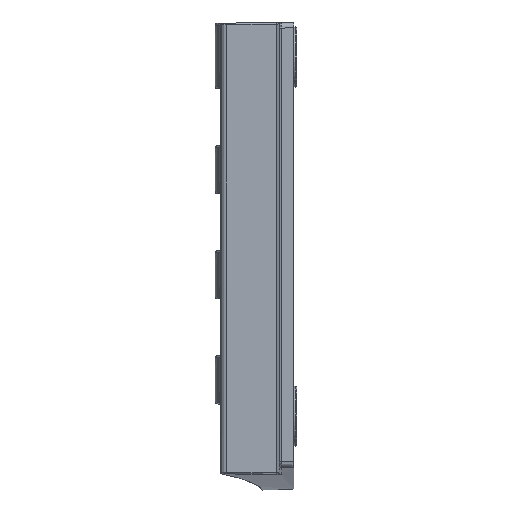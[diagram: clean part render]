
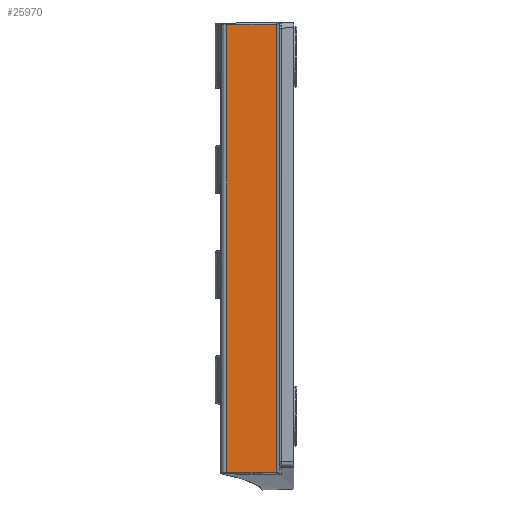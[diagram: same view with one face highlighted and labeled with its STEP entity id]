
A CAD part, left-side view. The second image highlights one B-rep face of the part: STEP entity #25970.
In plain terms, the highlighted planar face has unit normal (-1, 0.018, 0).
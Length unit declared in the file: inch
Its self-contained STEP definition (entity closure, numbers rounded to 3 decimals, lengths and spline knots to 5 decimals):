
#2799=CARTESIAN_POINT('',(-1.88771,0.11777,
-0.01386));
#8193=CARTESIAN_POINT('',(-1.88183,0.45465,
-3.03514));
#8213=CARTESIAN_POINT('',(-1.88771,0.11777,
-3.04039));
#8214=CARTESIAN_POINT('',(-1.88705,0.1552,
-3.03981));
#8215=CARTESIAN_POINT('',(-1.88575,0.23007,
-3.03864));
#8216=CARTESIAN_POINT('',(-1.88379,0.34236,
-3.03689));
#8217=CARTESIAN_POINT('',(-1.88248,0.41722,
-3.03572));
#8218=CARTESIAN_POINT('',(-1.88183,0.45465,
-3.03514));
#8220=DIRECTION('',(0.,0.,1.));
#8221=VECTOR('',#8220,3.01539);
#8222=CARTESIAN_POINT('',(-1.88183,0.45465,
-3.03514));
#8223=LINE('',#8222,#8221);
#8224=DIRECTION('',(-0.017,-1.,0.017));
#8225=VECTOR('',#8224,0.33698);
#8226=CARTESIAN_POINT('',(-1.88183,0.45465,
-0.01975));
#8227=LINE('',#8226,#8225);
#8228=DIRECTION('',(0.,0.,-1.));
#8229=VECTOR('',#8228,3.02653);
#8230=CARTESIAN_POINT('',(-1.88771,0.11777,
-0.01386));
#8231=LINE('',#8230,#8229);
#12481=VERTEX_POINT('',#8193);
#12483=VERTEX_POINT('',#8213);
#12503=VERTEX_POINT('',#2799);
#12506=CARTESIAN_POINT('',(-1.88183,0.45465,
-0.01975));
#12507=VERTEX_POINT('',#12506);
#25959=CARTESIAN_POINT('',(-1.88976,0.,-3.1227));
#25960=DIRECTION('',(1.,-0.017,0.));
#25961=DIRECTION('',(0.,0.,1.));
#25962=AXIS2_PLACEMENT_3D('',#25959,#25960,#25961);
#25963=PLANE('',#25962);
#25964=ORIENTED_EDGE('',*,*,#17101,.T.);
#25965=ORIENTED_EDGE('',*,*,#25954,.T.);
#25966=ORIENTED_EDGE('',*,*,#16969,.T.);
#25967=ORIENTED_EDGE('',*,*,#17027,.T.);
#25968=EDGE_LOOP('',(#25964,#25965,#25966,#25967));
#25969=FACE_OUTER_BOUND('',#25968,.F.);
#25970=ADVANCED_FACE('',(#25969),#25963,.F.);
#8219=B_SPLINE_CURVE_WITH_KNOTS('',3,(#8213,#8214,#8215,#8216,#8217,#8218),
.UNSPECIFIED.,.F.,.F.,(4,1,1,4),(0.,0.33333,0.66667,1.),
.UNSPECIFIED.);
#16969=EDGE_CURVE('',#12507,#12503,#8227,.T.);
#17027=EDGE_CURVE('',#12503,#12483,#8231,.T.);
#17101=EDGE_CURVE('',#12483,#12481,#8219,.T.);
#25954=EDGE_CURVE('',#12481,#12507,#8223,.T.);
